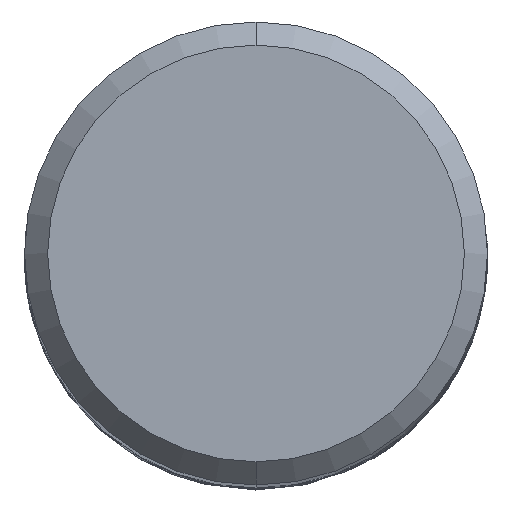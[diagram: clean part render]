
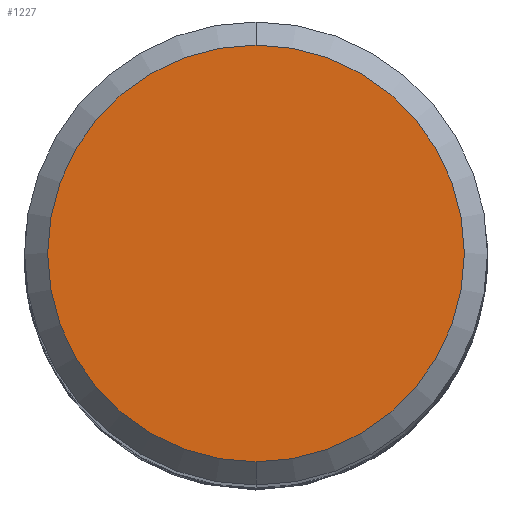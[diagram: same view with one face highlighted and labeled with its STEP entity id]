
A CAD part, top view. The second image highlights one B-rep face of the part: STEP entity #1227.
In plain terms, the highlighted planar face has unit normal (0, 0, 1).
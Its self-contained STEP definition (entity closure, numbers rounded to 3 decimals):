
#835=VERTEX_POINT('',#1809);
#951=EDGE_CURVE('',#835,#1171,#1933,.T.);
#1045=EDGE_CURVE('',#1171,#835,#2035,.T.);
#1171=VERTEX_POINT('',#2177);
#1227=ADVANCED_FACE('',(#2240),#2241,.T.);
#1809=CARTESIAN_POINT('',(0.,-7.2,0.0));
#1933=CIRCLE('',#9443,7.2);
#2035=CIRCLE('',#10785,7.2);
#2177=CARTESIAN_POINT('',(0.0,7.2,0.0));
#2240=FACE_OUTER_BOUND('',#13931,.T.);
#2241=PLANE('',#13932);
#9443=AXIS2_PLACEMENT_3D('',#19786,#19787,#19788);
#10785=AXIS2_PLACEMENT_3D('',#19885,#19886,#19887);
#13931=EDGE_LOOP('',(#20197,#20198));
#13932=AXIS2_PLACEMENT_3D('',#20199,#20200,#20201);
#19786=CARTESIAN_POINT('',(0.0,0.0,0.0));
#19787=DIRECTION('',(0.0,0.0,-1.0));
#19788=DIRECTION('',(0.0,1.0,0.0));
#19885=CARTESIAN_POINT('',(0.0,0.0,0.0));
#19886=DIRECTION('',(0.0,0.0,-1.0));
#19887=DIRECTION('',(0.0,1.0,0.0));
#20197=ORIENTED_EDGE('',*,*,#1045,.F.);
#20198=ORIENTED_EDGE('',*,*,#951,.F.);
#20199=CARTESIAN_POINT('',(0.0,3.6,0.0));
#20200=DIRECTION('',(-0.0,0.0,1.0));
#20201=DIRECTION('',(0.0,-1.0,0.0));
